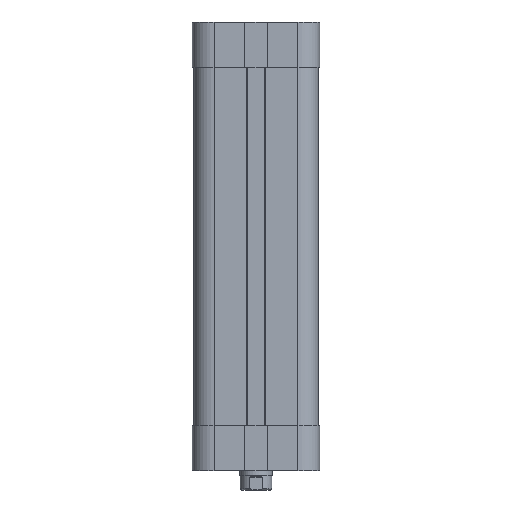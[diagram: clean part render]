
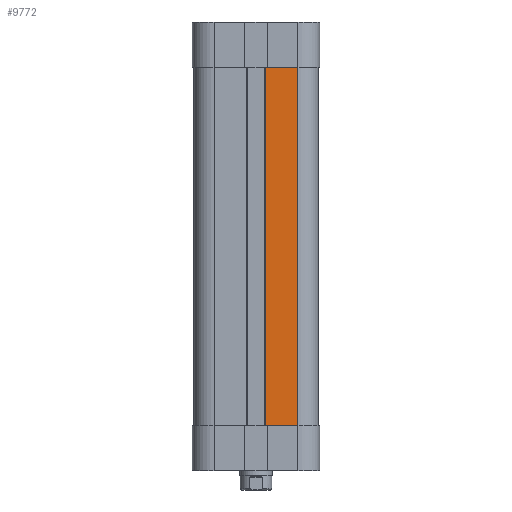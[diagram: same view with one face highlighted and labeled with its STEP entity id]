
A CAD part, front view. The second image highlights one B-rep face of the part: STEP entity #9772.
In plain terms, the highlighted planar face has unit normal (0, -1, 0).
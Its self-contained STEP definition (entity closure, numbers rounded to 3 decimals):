
#365=LINE('',#15458,#985);
#406=LINE('',#15658,#1026);
#524=LINE('',#16004,#1144);
#525=LINE('',#16006,#1145);
#985=VECTOR('',#12276,10.15);
#1026=VECTOR('',#12437,10.15);
#1144=VECTOR('',#12823,111.);
#1145=VECTOR('',#12826,111.);
#1527=PLANE('',#10696);
#2468=FACE_OUTER_BOUND('',#3229,.T.);
#3229=EDGE_LOOP('',(#7909,#7910,#7911,#7912));
#4662=VERTEX_POINT('',#15455);
#4663=VERTEX_POINT('',#15457);
#4761=VERTEX_POINT('',#15655);
#4762=VERTEX_POINT('',#15657);
#5720=EDGE_CURVE('',#4663,#4662,#365,.T.);
#5819=EDGE_CURVE('',#4762,#4761,#406,.T.);
#5993=EDGE_CURVE('',#4761,#4663,#524,.T.);
#5994=EDGE_CURVE('',#4762,#4662,#525,.T.);
#7909=ORIENTED_EDGE('',*,*,#5720,.T.);
#7910=ORIENTED_EDGE('',*,*,#5994,.F.);
#7911=ORIENTED_EDGE('',*,*,#5819,.T.);
#7912=ORIENTED_EDGE('',*,*,#5993,.T.);
#9772=ADVANCED_FACE('',(#2468),#1527,.T.);
#10696=AXIS2_PLACEMENT_3D('',#16005,#12824,#12825);
#12276=DIRECTION('',(-1.,0.,0.));
#12437=DIRECTION('',(1.,0.,0.));
#12823=DIRECTION('',(0.,0.,1.));
#12824=DIRECTION('center_axis',(0.,-1.,0.));
#12825=DIRECTION('ref_axis',(0.,0.,-1.));
#12826=DIRECTION('',(0.,0.,1.));
#15455=CARTESIAN_POINT('',(2.85,-19.25,0.));
#15457=CARTESIAN_POINT('',(13.,-19.25,0.));
#15458=CARTESIAN_POINT('',(2.85,-19.25,0.));
#15655=CARTESIAN_POINT('',(13.,-19.25,-111.));
#15657=CARTESIAN_POINT('',(2.85,-19.25,-111.));
#15658=CARTESIAN_POINT('',(2.85,-19.25,-111.));
#16004=CARTESIAN_POINT('',(13.,-19.25,-55.5));
#16005=CARTESIAN_POINT('Origin',(13.,-19.25,-55.5));
#16006=CARTESIAN_POINT('',(2.85,-19.25,-55.5));
